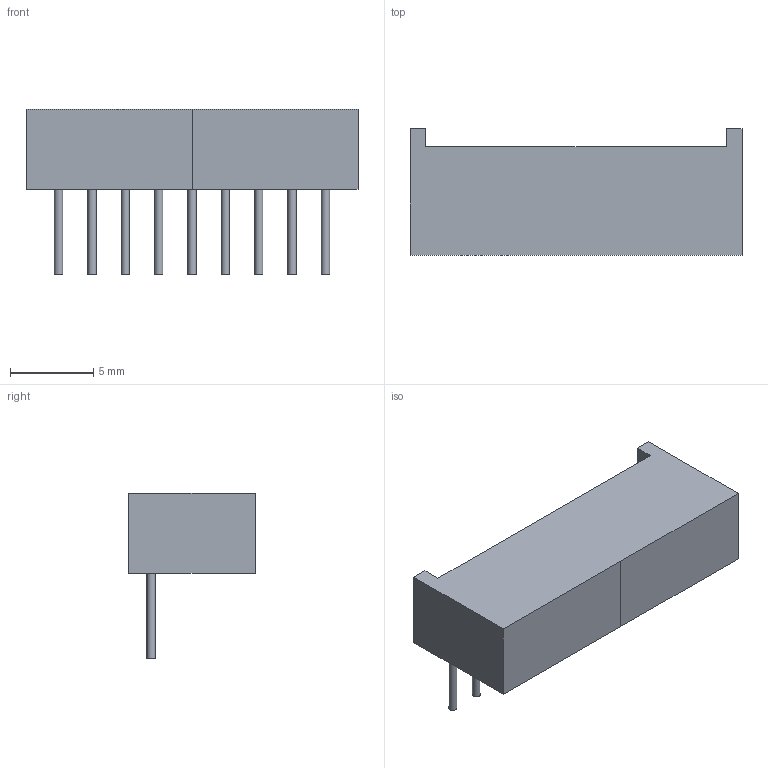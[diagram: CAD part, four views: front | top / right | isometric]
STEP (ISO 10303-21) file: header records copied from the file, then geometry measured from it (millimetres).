
FILE_DESCRIPTION(('FreeCAD Model'),'2;1');
FILE_NAME('258395.3.4.stp','2025-01-28T08:06:43',( 'Author'),(''),'Open CASCADE STEP processor 6.9','FreeCAD','Unknown' );
FILE_SCHEMA(('AUTOMOTIVE_DESIGN { 1 0 10303 214 1 1 1 1 }'));
Length unit declared in the file: millimetre
Products named in the file (3): ASSEMBLY; Body; Leads
Assembly tree (2 placements, depth 2):
  ASSEMBLY
    Body
    Leads
Bounding box: 19.9 x 7.6 x 9.9 mm (x, y, z)
Volume: 639.9 mm3; surface area: 613.1 mm2
Topology: 10 solids, 10 shells, 38 faces, 54 edges, 36 vertices
Faces by surface type: plane 29, cylinder 9
Full cylindrical faces by diameter (mm): 0.5 x9
Entity records: 1640 total; most frequent: DIRECTION 262, CARTESIAN_POINT 239, LINE 126, VECTOR 126, ORIENTED_EDGE 108, PCURVE 108, DEFINITIONAL_REPRESENTATION 108, AXIS2_PLACEMENT_3D 59
